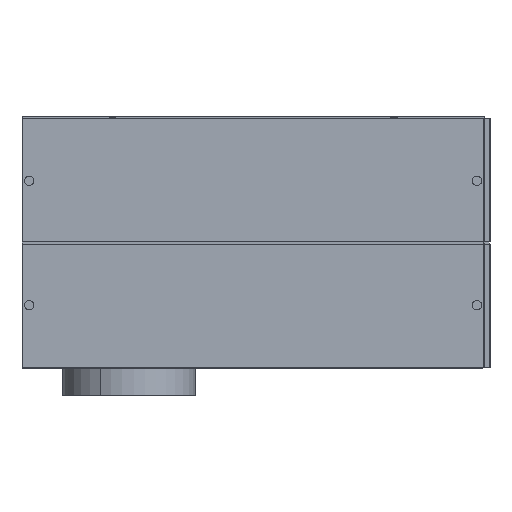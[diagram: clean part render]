
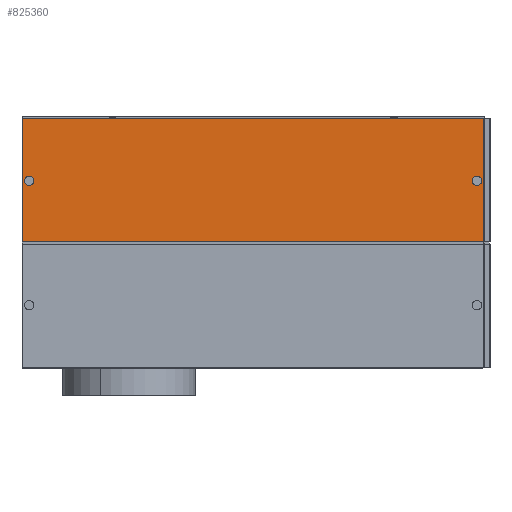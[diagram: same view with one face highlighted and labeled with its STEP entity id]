
A CAD part, left-side view. The second image highlights one B-rep face of the part: STEP entity #825360.
In plain terms, the highlighted planar face has unit normal (-1, 0, 0).
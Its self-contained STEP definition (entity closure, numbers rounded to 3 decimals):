
#10970=CARTESIAN_POINT('',(-789.5,439.,
438.4));
#10980=DIRECTION('',(0.,-1.,0.));
#10990=VECTOR('',#10980,1.);
#11000=LINE('',#10970,#10990);
#11010=CARTESIAN_POINT('',(-789.5,439.,
438.4));
#11020=VERTEX_POINT('',#11010);
#11030=CARTESIAN_POINT('',(-789.5,-428.,
438.4));
#11040=VERTEX_POINT('',#11030);
#11050=EDGE_CURVE('',#11020,#11040,#11000,.T.);
#823400=CARTESIAN_POINT('',(-789.5,4.5,
321.275));
#823410=DIRECTION('',(-1.,0.,0.));
#823420=DIRECTION('',(0.,-1.,0.));
#823430=AXIS2_PLACEMENT_3D('',#823400,#823410,#823420);
#823440=PLANE('',#823430);
#823750=CARTESIAN_POINT('',(-789.5,439.,
-30.1));
#823760=DIRECTION('',(0.,0.,1.));
#823770=VECTOR('',#823760,1.);
#823780=LINE('',#823750,#823770);
#823910=CARTESIAN_POINT('',(-789.5,-428.,
438.4));
#823920=DIRECTION('',(0.,0.,-1.));
#823930=VECTOR('',#823920,1.);
#823940=LINE('',#823910,#823930);
#824580=CARTESIAN_POINT('',(-789.5,-428.,
206.15));
#824590=VERTEX_POINT('',#824580);
#824620=EDGE_CURVE('',#11040,#824590,#823940,.T.);
#824920=CARTESIAN_POINT('',(-789.5,425.5,
321.275));
#824930=DIRECTION('',(1.,0.,0.));
#824940=DIRECTION('',(0.,0.,-1.));
#824950=AXIS2_PLACEMENT_3D('',#824920,#824930,#824940);
#824960=CIRCLE('',#824950,8.801);
#824970=CARTESIAN_POINT('',(-789.5,425.5,
330.076));
#824980=VERTEX_POINT('',#824970);
#824990=CARTESIAN_POINT('',(-789.5,425.5,
312.474));
#825000=VERTEX_POINT('',#824990);
#825010=EDGE_CURVE('',#824980,#825000,#824960,.T.);
#825020=ORIENTED_EDGE('',*,*,#825010,.T.);
#825030=EDGE_CURVE('',#825000,#824980,#824960,.T.);
#825040=ORIENTED_EDGE('',*,*,#825030,.T.);
#825050=EDGE_LOOP('',(#825040,#825020));
#825060=FACE_BOUND('',#825050,.T.);
#825070=CARTESIAN_POINT('',(-789.5,-416.5,
321.275));
#825080=DIRECTION('',(1.,0.,0.));
#825090=DIRECTION('',(0.,0.,-1.));
#825100=AXIS2_PLACEMENT_3D('',#825070,#825080,#825090);
#825110=CIRCLE('',#825100,8.801);
#825120=CARTESIAN_POINT('',(-789.5,-416.5,
312.474));
#825130=VERTEX_POINT('',#825120);
#825140=CARTESIAN_POINT('',(-789.5,-416.5,
330.076));
#825150=VERTEX_POINT('',#825140);
#825160=EDGE_CURVE('',#825130,#825150,#825110,.T.);
#825170=ORIENTED_EDGE('',*,*,#825160,.T.);
#825180=EDGE_CURVE('',#825150,#825130,#825110,.T.);
#825190=ORIENTED_EDGE('',*,*,#825180,.T.);
#825200=EDGE_LOOP('',(#825190,#825170));
#825210=FACE_BOUND('',#825200,.T.);
#825220=CARTESIAN_POINT('',(-789.5,439.,
206.15));
#825230=VERTEX_POINT('',#825220);
#825240=EDGE_CURVE('',#825230,#11020,#823780,.T.);
#825250=ORIENTED_EDGE('',*,*,#825240,.F.);
#825260=ORIENTED_EDGE('',*,*,#11050,.F.);
#825270=ORIENTED_EDGE('',*,*,#824620,.F.);
#825280=CARTESIAN_POINT('',(-789.5,4.5,
206.15));
#825290=DIRECTION('',(0.,-1.,0.));
#825300=VECTOR('',#825290,1.);
#825310=LINE('',#825280,#825300);
#825320=EDGE_CURVE('',#825230,#824590,#825310,.T.);
#825330=ORIENTED_EDGE('',*,*,#825320,.T.);
#825340=EDGE_LOOP('',(#825330,#825270,#825260,#825250));
#825350=FACE_OUTER_BOUND('',#825340,.T.);
#825360=ADVANCED_FACE('',(#825060,#825210,#825350),#823440,.T.);
